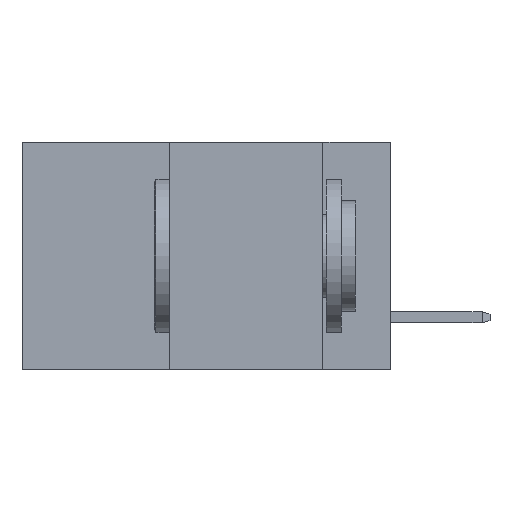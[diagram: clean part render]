
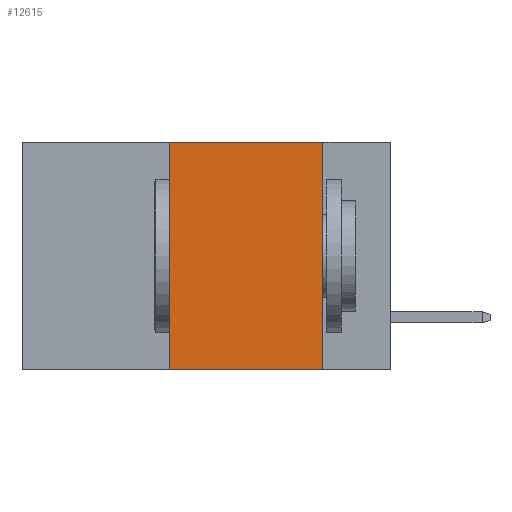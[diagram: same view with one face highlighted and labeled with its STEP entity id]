
A CAD part, left-side view. The second image highlights one B-rep face of the part: STEP entity #12615.
In plain terms, the highlighted planar face has unit normal (-1, 0, 0).
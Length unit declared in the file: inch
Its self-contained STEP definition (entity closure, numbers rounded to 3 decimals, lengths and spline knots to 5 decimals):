
#222 = DIRECTION ( 'NONE',  ( 0., 0., -1. ) ) ;
#387 = VERTEX_POINT ( 'NONE', #16015 ) ;
#1175 = DIRECTION ( 'NONE',  ( 1., 0., 0. ) ) ;
#1245 = DIRECTION ( 'NONE',  ( 0., 0., -1. ) ) ;
#1297 = EDGE_CURVE ( 'NONE', #387, #14742, #4752, .T. ) ;
#1867 = CARTESIAN_POINT ( 'NONE',  ( 0., 0.11, 0. ) ) ;
#2369 = DIRECTION ( 'NONE',  ( 0., -1., 0. ) ) ;
#2775 = DIRECTION ( 'NONE',  ( 0., 0., 1. ) ) ;
#3048 = CARTESIAN_POINT ( 'NONE',  ( 0., 0.36, 0. ) ) ;
#4752 = LINE ( 'NONE', #1867, #16902 ) ;
#7286 = CARTESIAN_POINT ( 'NONE',  ( 0., 0.6, -0.37 ) ) ;
#7553 = FACE_OUTER_BOUND ( 'NONE', #18422, .T. ) ;
#7826 = PLANE ( 'NONE',  #19022 ) ;
#8284 = VERTEX_POINT ( 'NONE', #11389 ) ;
#8645 = ORIENTED_EDGE ( 'NONE', *, *, #14798, .F. ) ;
#8670 = ORIENTED_EDGE ( 'NONE', *, *, #14886, .F. ) ;
#9586 = ORIENTED_EDGE ( 'NONE', *, *, #1297, .F. ) ;
#9787 = DIRECTION ( 'NONE',  ( 0., -1., 0. ) ) ;
#9827 = EDGE_CURVE ( 'NONE', #8284, #14742, #11870, .T. ) ;
#11112 = VECTOR ( 'NONE', #2775, 39.37008 ) ;
#11389 = CARTESIAN_POINT ( 'NONE',  ( 0., 0.36, -0.37 ) ) ;
#11586 = CARTESIAN_POINT ( 'NONE',  ( 0., 0.6, 0. ) ) ;
#11870 = LINE ( 'NONE', #7286, #20130 ) ;
#12615 = ADVANCED_FACE ( 'NONE', ( #7553 ), #7826, .F. ) ;
#12887 = CARTESIAN_POINT ( 'NONE',  ( 0., 0.6, 0. ) ) ;
#13690 = VECTOR ( 'NONE', #9787, 39.37008 ) ;
#14742 = VERTEX_POINT ( 'NONE', #20642 ) ;
#14798 = EDGE_CURVE ( 'NONE', #8284, #18539, #19099, .T. ) ;
#14886 = EDGE_CURVE ( 'NONE', #18539, #387, #17019, .T. ) ;
#15368 = ORIENTED_EDGE ( 'NONE', *, *, #9827, .T. ) ;
#15932 = CARTESIAN_POINT ( 'NONE',  ( 0., 0.36, 0. ) ) ;
#16015 = CARTESIAN_POINT ( 'NONE',  ( 0., 0.11, 0. ) ) ;
#16902 = VECTOR ( 'NONE', #222, 39.37008 ) ;
#17019 = LINE ( 'NONE', #11586, #13690 ) ;
#18422 = EDGE_LOOP ( 'NONE', ( #9586, #8670, #8645, #15368 ) ) ;
#18539 = VERTEX_POINT ( 'NONE', #3048 ) ;
#19022 = AXIS2_PLACEMENT_3D ( 'NONE', #12887, #1175, #1245 ) ;
#19099 = LINE ( 'NONE', #15932, #11112 ) ;
#20130 = VECTOR ( 'NONE', #2369, 39.37008 ) ;
#20642 = CARTESIAN_POINT ( 'NONE',  ( 0., 0.11, -0.37 ) ) ;
